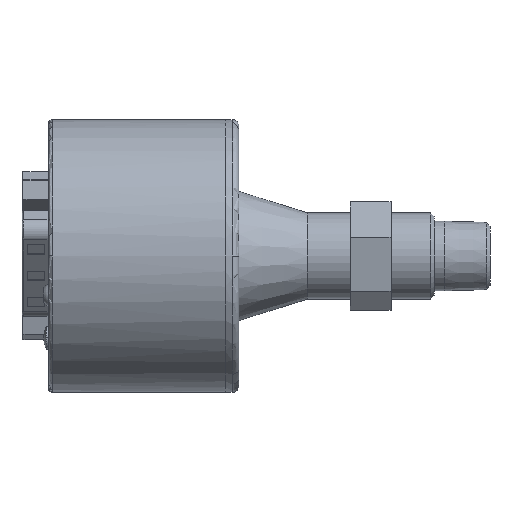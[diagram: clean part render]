
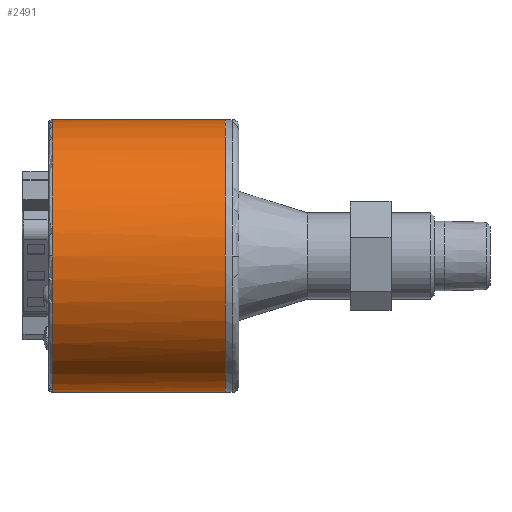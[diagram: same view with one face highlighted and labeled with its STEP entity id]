
A CAD part, left-side view. The second image highlights one B-rep face of the part: STEP entity #2491.
In plain terms, the highlighted cylindrical face has radius 20.1 mm (diameter 40.2 mm), a partial arc.
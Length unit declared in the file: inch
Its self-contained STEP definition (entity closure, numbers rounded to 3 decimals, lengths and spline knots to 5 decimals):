
#39 = CIRCLE ( 'NONE', #1379, 0.79134 ) ;
#240 = DIRECTION ( 'NONE',  ( 0., 1., 0. ) ) ;
#284 = ORIENTED_EDGE ( 'NONE', *, *, #8863, .T. ) ;
#642 = CYLINDRICAL_SURFACE ( 'NONE', #10055, 0.79134 ) ;
#783 = ORIENTED_EDGE ( 'NONE', *, *, #8181, .T. ) ;
#822 = DIRECTION ( 'NONE',  ( 0., 0., 1. ) ) ;
#823 = CARTESIAN_POINT ( 'NONE',  ( -0.77722, 0.74803, -0.17187 ) ) ;
#1291 = CARTESIAN_POINT ( 'NONE',  ( -0.79135, 1.75197, 0.00002 ) ) ;
#1379 = AXIS2_PLACEMENT_3D ( 'NONE', #3532, #5317, #8490 ) ;
#1382 = CARTESIAN_POINT ( 'NONE',  ( -0.23928, 0.74803, -0.75672 ) ) ;
#1436 = DIRECTION ( 'NONE',  ( 0., 1., 0. ) ) ;
#1487 = CARTESIAN_POINT ( 'NONE',  ( -0.00001, 1.75197, -0.79132 ) ) ;
#1616 = DIRECTION ( 'NONE',  ( 0., -1., 0. ) ) ;
#1617 = CARTESIAN_POINT ( 'NONE',  ( -0.79135, 0.74803, -0.08594 ) ) ;
#1621 = EDGE_CURVE ( 'NONE', #7483, #7923, #4626, .T. ) ;
#1719 = CARTESIAN_POINT ( 'NONE',  ( -0.74153, 0.74803, 0.28229 ) ) ;
#1875 = CARTESIAN_POINT ( 'NONE',  ( -0.00001, 1.75197, 0.79136 ) ) ;
#2075 = CARTESIAN_POINT ( 'NONE',  ( -0.00001, 0.74803, -0.79133 ) ) ;
#2181 = CARTESIAN_POINT ( 'NONE',  ( -0.45657, 0.74803, -0.64917 ) ) ;
#2198 = CARTESIAN_POINT ( 'NONE',  ( -0.09209, 0.74803, 0.79136 ) ) ;
#2491 = ADVANCED_FACE ( 'NONE', ( #7937 ), #642, .T. ) ;
#2503 = EDGE_CURVE ( 'NONE', #7483, #3585, #5453, .T. ) ;
#2518 = CARTESIAN_POINT ( 'NONE',  ( -0.79134, 0.74803, 0. ) ) ;
#2619 = CARTESIAN_POINT ( 'NONE',  ( -0.55276, 0.74803, 0.56923 ) ) ;
#2621 = CARTESIAN_POINT ( 'NONE',  ( -0.79134, 0.74803, 0. ) ) ;
#3096 = ORIENTED_EDGE ( 'NONE', *, *, #9496, .T. ) ;
#3246 = EDGE_CURVE ( 'NONE', #4835, #4190, #7711, .T. ) ;
#3373 = ORIENTED_EDGE ( 'NONE', *, *, #2503, .T. ) ;
#3532 = CARTESIAN_POINT ( 'NONE',  ( -0.00001, 1.75197, 0.00002 ) ) ;
#3585 = VERTEX_POINT ( 'NONE', #5862 ) ;
#3818 = CARTESIAN_POINT ( 'NONE',  ( -0.2967, 0.74803, -0.7361 ) ) ;
#3936 = CARTESIAN_POINT ( 'NONE',  ( -0.18414, 0.74803, 0.77512 ) ) ;
#4150 = CARTESIAN_POINT ( 'NONE',  ( -0.50867, 0.74803, 0.60621 ) ) ;
#4190 = VERTEX_POINT ( 'NONE', #5943 ) ;
#4195 = CARTESIAN_POINT ( 'NONE',  ( -0.59279, 0.74803, 0.52741 ) ) ;
#4331 = CARTESIAN_POINT ( 'NONE',  ( -0.00001, 1.75197, 0.00002 ) ) ;
#4458 = ORIENTED_EDGE ( 'NONE', *, *, #7725, .T. ) ;
#4626 = LINE ( 'NONE', #4886, #8179 ) ;
#4648 = CARTESIAN_POINT ( 'NONE',  ( -0.59244, 0.74803, -0.52812 ) ) ;
#4742 = CIRCLE ( 'NONE', #8274, 0.79134 ) ;
#4835 = VERTEX_POINT ( 'NONE', #9284 ) ;
#4841 = CARTESIAN_POINT ( 'NONE',  ( -0.00001, 0.74803, -0.79133 ) ) ;
#4878 = CARTESIAN_POINT ( 'NONE',  ( -0.66286, 0.74803, 0.43609 ) ) ;
#4886 = CARTESIAN_POINT ( 'NONE',  ( -0.00001, 1.69291, -0.79132 ) ) ;
#5274 = CARTESIAN_POINT ( 'NONE',  ( -0.55011, 0.74803, -0.57207 ) ) ;
#5317 = DIRECTION ( 'NONE',  ( 0., -1., 0. ) ) ;
#5381 = CARTESIAN_POINT ( 'NONE',  ( -0.6292, 0.74803, -0.47992 ) ) ;
#5453 = B_SPLINE_CURVE_WITH_KNOTS ( 'NONE', 3,
 ( #2075, #5493, #7868, #1382, #3818, #7708, #2181, #5274, #4648, #5381 ),
 .UNSPECIFIED., .F., .F.,
 ( 4, 2, 2, 2, 4 ),
 ( 0., 0.25, 0.5, 0.75, 1. ),
 .UNSPECIFIED. ) ;
#5455 = CARTESIAN_POINT ( 'NONE',  ( -0.00001, 0.74803, 0.79135 ) ) ;
#5493 = CARTESIAN_POINT ( 'NONE',  ( -0.06063, 0.74803, -0.79132 ) ) ;
#5613 = VERTEX_POINT ( 'NONE', #1291 ) ;
#5621 = CARTESIAN_POINT ( 'NONE',  ( -0.68132, 0.74803, -0.41159 ) ) ;
#5722 = CARTESIAN_POINT ( 'NONE',  ( -0.79135, 0.74803, 0.05755 ) ) ;
#5764 = ORIENTED_EDGE ( 'NONE', *, *, #3246, .T. ) ;
#5862 = CARTESIAN_POINT ( 'NONE',  ( -0.6292, 0.74803, -0.47992 ) ) ;
#5943 = CARTESIAN_POINT ( 'NONE',  ( -0.00001, 0.74803, 0.79135 ) ) ;
#6470 = CARTESIAN_POINT ( 'NONE',  ( -0.72221, 0.74803, -0.33471 ) ) ;
#6616 = CARTESIAN_POINT ( 'NONE',  ( -0.79134, 0.74803, 0. ) ) ;
#6968 = B_SPLINE_CURVE_WITH_KNOTS ( 'NONE', 3,
 ( #6616, #5722, #9844, #8945, #1719, #9690, #4878, #4195, #2619, #4150 ),
 .UNSPECIFIED., .F., .F.,
 ( 4, 2, 2, 2, 4 ),
 ( 0., 0.25, 0.5, 0.75, 1. ),
 .UNSPECIFIED. ) ;
#7293 = VECTOR ( 'NONE', #1436, 39.37008 ) ;
#7483 = VERTEX_POINT ( 'NONE', #4841 ) ;
#7572 = B_SPLINE_CURVE_WITH_KNOTS ( 'NONE', 3,
 ( #8996, #5621, #6470, #823, #1617, #2621 ),
 .UNSPECIFIED., .F., .F.,
 ( 4, 2, 4 ),
 ( 0., 0.5, 1. ),
 .UNSPECIFIED. ) ;
#7708 = CARTESIAN_POINT ( 'NONE',  ( -0.40535, 0.74803, -0.68233 ) ) ;
#7711 = B_SPLINE_CURVE_WITH_KNOTS ( 'NONE', 3,
 ( #9413, #8676, #7881, #3936, #2198, #5455 ),
 .UNSPECIFIED., .F., .F.,
 ( 4, 2, 4 ),
 ( 0., 0.5, 1. ),
 .UNSPECIFIED. ) ;
#7716 = EDGE_LOOP ( 'NONE', ( #9728, #3373, #9873, #284, #5764, #3096, #783, #4458 ) ) ;
#7725 = EDGE_CURVE ( 'NONE', #5613, #7923, #4742, .T. ) ;
#7868 = CARTESIAN_POINT ( 'NONE',  ( -0.12124, 0.74803, -0.78433 ) ) ;
#7881 = CARTESIAN_POINT ( 'NONE',  ( -0.35719, 0.74803, 0.71214 ) ) ;
#7923 = VERTEX_POINT ( 'NONE', #1487 ) ;
#7937 = FACE_OUTER_BOUND ( 'NONE', #7716, .T. ) ;
#8179 = VECTOR ( 'NONE', #240, 39.37008 ) ;
#8181 = EDGE_CURVE ( 'NONE', #10242, #5613, #39, .T. ) ;
#8274 = AXIS2_PLACEMENT_3D ( 'NONE', #4331, #1616, #822 ) ;
#8490 = DIRECTION ( 'NONE',  ( 0., 0., 1. ) ) ;
#8658 = LINE ( 'NONE', #10085, #7293 ) ;
#8676 = CARTESIAN_POINT ( 'NONE',  ( -0.43814, 0.74803, 0.6654 ) ) ;
#8712 = CARTESIAN_POINT ( 'NONE',  ( -0.00001, 1.69291, 0.00002 ) ) ;
#8844 = VERTEX_POINT ( 'NONE', #2518 ) ;
#8863 = EDGE_CURVE ( 'NONE', #8844, #4835, #6968, .T. ) ;
#8945 = CARTESIAN_POINT ( 'NONE',  ( -0.76014, 0.74803, 0.22747 ) ) ;
#8996 = CARTESIAN_POINT ( 'NONE',  ( -0.6292, 0.74803, -0.47992 ) ) ;
#9284 = CARTESIAN_POINT ( 'NONE',  ( -0.50867, 0.74803, 0.60621 ) ) ;
#9413 = CARTESIAN_POINT ( 'NONE',  ( -0.50867, 0.74803, 0.60621 ) ) ;
#9455 = DIRECTION ( 'NONE',  ( 0., 0., 1. ) ) ;
#9496 = EDGE_CURVE ( 'NONE', #4190, #10242, #8658, .T. ) ;
#9690 = CARTESIAN_POINT ( 'NONE',  ( -0.69289, 0.74803, 0.3866 ) ) ;
#9728 = ORIENTED_EDGE ( 'NONE', *, *, #1621, .F. ) ;
#9844 = CARTESIAN_POINT ( 'NONE',  ( -0.78505, 0.74803, 0.1151 ) ) ;
#9873 = ORIENTED_EDGE ( 'NONE', *, *, #10022, .T. ) ;
#10022 = EDGE_CURVE ( 'NONE', #3585, #8844, #7572, .T. ) ;
#10055 = AXIS2_PLACEMENT_3D ( 'NONE', #8712, #10145, #9455 ) ;
#10085 = CARTESIAN_POINT ( 'NONE',  ( -0.00001, 1.69291, 0.79136 ) ) ;
#10145 = DIRECTION ( 'NONE',  ( 0., 1., 0. ) ) ;
#10242 = VERTEX_POINT ( 'NONE', #1875 ) ;
